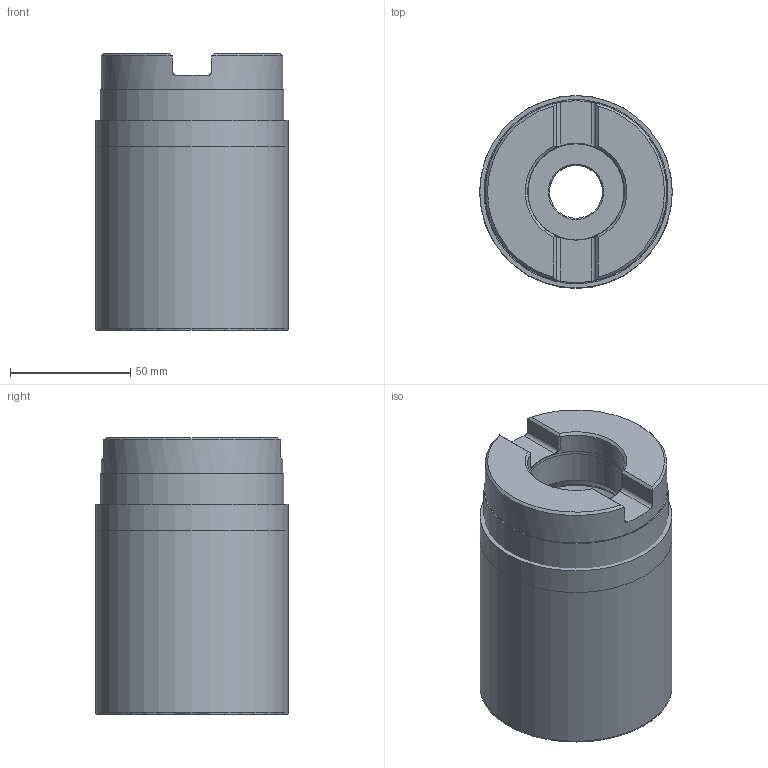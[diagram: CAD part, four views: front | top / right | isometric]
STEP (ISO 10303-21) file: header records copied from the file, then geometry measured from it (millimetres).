
FILE_DESCRIPTION(/* description */ (''),/* implementation_level */ '2;1');
FILE_NAME(/* name */ '80T08R-C90SD12X88_115010236ndi000_00-SIM.stp',/* time_stamp */ '2020-01-13T10:44:14+01:00',/* author */ (''),/* organization */ (''),/* preprocessor_version */ 'ST-DEVELOPER v16.7',/* originating_system */ 'SIEMENS PLM Software NX 12.0',/* authorisation */ '');
FILE_SCHEMA (('AUTOMOTIVE_DESIGN { 1 0 10303 214 3 1 1 1 }'));
Length unit declared in the file: millimetre
Products named in the file (1): hm15224CFF5717d8
Bounding box: 79.99 x 79.99 x 115 mm (x, y, z)
Volume: 652750.7 mm3; surface area: 88209.5 mm2
Topology: 2 solids, 2 shells, 57 faces, 137 edges, 85 vertices
Faces by surface type: plane 17, cylinder 17, cone 13, torus 7, revolution 3
Full cylindrical faces by diameter (mm): 22 x1, 36.1 x1, 40.008 x1, 40.2 x1, 75.5 x1, 76.5 x1, 79.989 x1
Entity records: 1741 total; most frequent: CARTESIAN_POINT 504, DIRECTION 253, ORIENTED_EDGE 216, AXIS2_PLACEMENT_3D 111, EDGE_CURVE 108, EDGE_LOOP 84, VERTEX_POINT 78, ADVANCED_FACE 57
